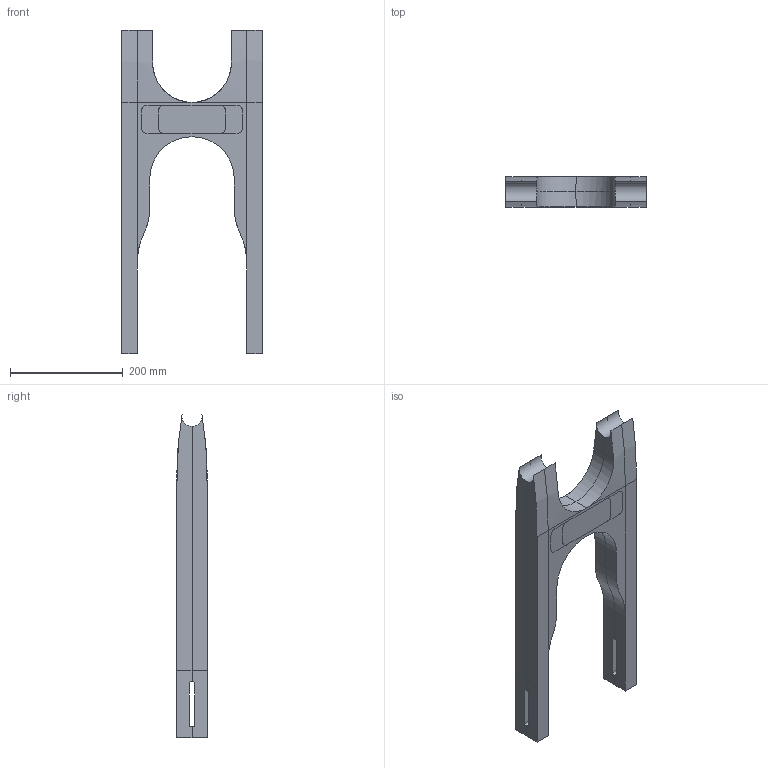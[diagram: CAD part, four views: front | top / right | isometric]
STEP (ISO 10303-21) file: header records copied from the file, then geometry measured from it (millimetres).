
FILE_DESCRIPTION (( 'STEP AP214' ), '1' );
FILE_NAME ('ver_5_3_core.STEP', '2020-09-10T18:29:04', ( '' ), ( '' ), 'SwSTEP 2.0', 'SolidWorks 2020', '' );
FILE_SCHEMA (( 'AUTOMOTIVE_DESIGN' ));
Length unit declared in the file: millimetre
Products named in the file (1): ver_5_3_core
Bounding box: 250 x 54 x 575.51 mm (x, y, z)
Volume: 3217769.1 mm3; surface area: 264621.4 mm2
Topology: 1 solids, 1 shells, 73 faces, 205 edges, 131 vertices
Faces by surface type: plane 45, cylinder 16, bspline 12
Entity records: 2580 total; most frequent: CARTESIAN_POINT 708, ORIENTED_EDGE 410, DIRECTION 344, EDGE_CURVE 205, VECTOR 146, LINE 146, VERTEX_POINT 131, AXIS2_PLACEMENT_3D 99
